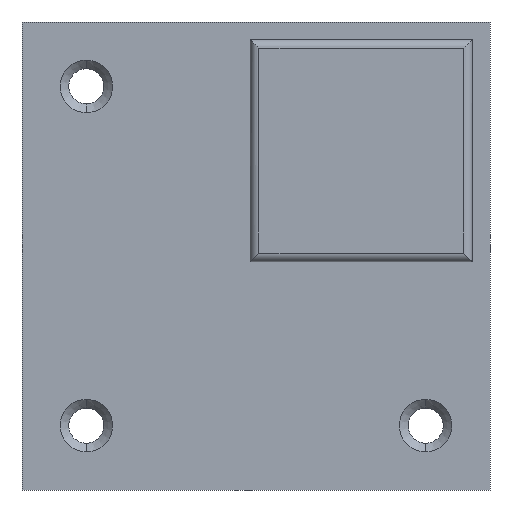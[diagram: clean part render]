
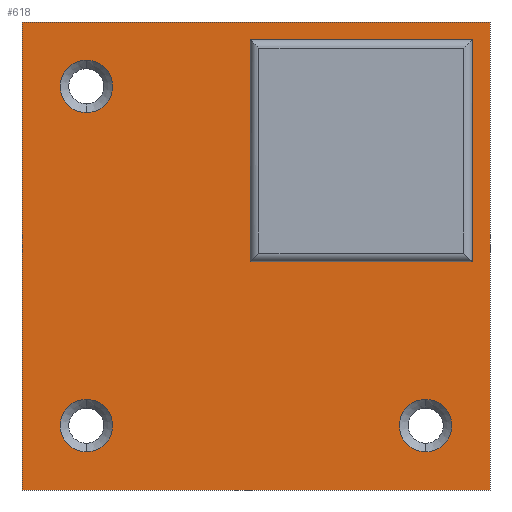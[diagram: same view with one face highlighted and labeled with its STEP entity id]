
A CAD part, front view. The second image highlights one B-rep face of the part: STEP entity #618.
In plain terms, the highlighted planar face has unit normal (0, -1, 0).
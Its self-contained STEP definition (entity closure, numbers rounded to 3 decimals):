
#13 = ORIENTED_EDGE ( 'NONE', *, *, #555, .T. ) ;
#15 = DIRECTION ( 'NONE',  ( -1., 0., 0. ) ) ;
#17 = ORIENTED_EDGE ( 'NONE', *, *, #352, .F. ) ;
#22 = VECTOR ( 'NONE', #220, 1000. ) ;
#25 = ORIENTED_EDGE ( 'NONE', *, *, #170, .T. ) ;
#35 = CARTESIAN_POINT ( 'NONE',  ( -29., -8., -29. ) ) ;
#43 = EDGE_CURVE ( 'NONE', #702, #596, #683, .T. ) ;
#46 = CARTESIAN_POINT ( 'NONE',  ( 37., -8., 37. ) ) ;
#54 = VERTEX_POINT ( 'NONE', #145 ) ;
#60 = VECTOR ( 'NONE', #438, 1000. ) ;
#61 = VERTEX_POINT ( 'NONE', #453 ) ;
#81 = FACE_OUTER_BOUND ( 'NONE', #284, .T. ) ;
#93 = DIRECTION ( 'NONE',  ( 0., 0., 1. ) ) ;
#94 = EDGE_CURVE ( 'NONE', #252, #95, #612, .T. ) ;
#95 = VERTEX_POINT ( 'NONE', #137 ) ;
#105 = LINE ( 'NONE', #714, #190 ) ;
#108 = EDGE_CURVE ( 'NONE', #179, #567, #696, .T. ) ;
#117 = CARTESIAN_POINT ( 'NONE',  ( 37., -8., -1. ) ) ;
#121 = CARTESIAN_POINT ( 'NONE',  ( 37., -8., 37. ) ) ;
#137 = CARTESIAN_POINT ( 'NONE',  ( 40., -8., 40. ) ) ;
#141 = ORIENTED_EDGE ( 'NONE', *, *, #566, .F. ) ;
#145 = CARTESIAN_POINT ( 'NONE',  ( -1., -8., -1. ) ) ;
#160 = CARTESIAN_POINT ( 'NONE',  ( -40., -8., -40. ) ) ;
#170 = EDGE_CURVE ( 'NONE', #567, #179, #787, .T. ) ;
#175 = VECTOR ( 'NONE', #718, 1000. ) ;
#179 = VERTEX_POINT ( 'NONE', #317 ) ;
#182 = CARTESIAN_POINT ( 'NONE',  ( -1., -8., 37. ) ) ;
#185 = AXIS2_PLACEMENT_3D ( 'NONE', #902, #834, #532 ) ;
#190 = VECTOR ( 'NONE', #261, 1000. ) ;
#192 = ORIENTED_EDGE ( 'NONE', *, *, #108, .T. ) ;
#212 = EDGE_CURVE ( 'NONE', #925, #768, #570, .T. ) ;
#220 = DIRECTION ( 'NONE',  ( 1., 0., 0. ) ) ;
#221 = DIRECTION ( 'NONE',  ( 0., 0., 1. ) ) ;
#227 = FACE_BOUND ( 'NONE', #308, .T. ) ;
#232 = CARTESIAN_POINT ( 'NONE',  ( 40., -8., -40. ) ) ;
#237 = ORIENTED_EDGE ( 'NONE', *, *, #469, .F. ) ;
#252 = VERTEX_POINT ( 'NONE', #323 ) ;
#253 = CARTESIAN_POINT ( 'NONE',  ( -29., -8., 33.5 ) ) ;
#255 = DIRECTION ( 'NONE',  ( 0., 1., 0. ) ) ;
#261 = DIRECTION ( 'NONE',  ( 1., 0., 0. ) ) ;
#274 = ORIENTED_EDGE ( 'NONE', *, *, #916, .F. ) ;
#277 = AXIS2_PLACEMENT_3D ( 'NONE', #654, #721, #499 ) ;
#278 = LINE ( 'NONE', #584, #175 ) ;
#283 = DIRECTION ( 'NONE',  ( 0., 1., 0. ) ) ;
#284 = EDGE_LOOP ( 'NONE', ( #708, #535, #274, #681 ) ) ;
#294 = DIRECTION ( 'NONE',  ( 0., 0., 1. ) ) ;
#299 = CARTESIAN_POINT ( 'NONE',  ( -29., -8., 24.5 ) ) ;
#308 = EDGE_LOOP ( 'NONE', ( #928, #715 ) ) ;
#310 = EDGE_CURVE ( 'NONE', #428, #54, #933, .T. ) ;
#317 = CARTESIAN_POINT ( 'NONE',  ( -29., -8., -24.5 ) ) ;
#323 = CARTESIAN_POINT ( 'NONE',  ( -40., -8., 40. ) ) ;
#352 = EDGE_CURVE ( 'NONE', #54, #835, #105, .T. ) ;
#357 = LINE ( 'NONE', #121, #60 ) ;
#369 = DIRECTION ( 'NONE',  ( 0., 0., 1. ) ) ;
#380 = CIRCLE ( 'NONE', #875, 4.5 ) ;
#402 = CARTESIAN_POINT ( 'NONE',  ( -29., -8., 29. ) ) ;
#428 = VERTEX_POINT ( 'NONE', #580 ) ;
#438 = DIRECTION ( 'NONE',  ( -1., 0., 0. ) ) ;
#453 = CARTESIAN_POINT ( 'NONE',  ( 29., -8., -33.5 ) ) ;
#455 = CIRCLE ( 'NONE', #277, 4.5 ) ;
#458 = FACE_BOUND ( 'NONE', #699, .T. ) ;
#469 = EDGE_CURVE ( 'NONE', #835, #855, #278, .T. ) ;
#476 = AXIS2_PLACEMENT_3D ( 'NONE', #402, #553, #93 ) ;
#482 = AXIS2_PLACEMENT_3D ( 'NONE', #905, #283, #221 ) ;
#493 = ORIENTED_EDGE ( 'NONE', *, *, #310, .F. ) ;
#499 = DIRECTION ( 'NONE',  ( 0., 0., 1. ) ) ;
#505 = DIRECTION ( 'NONE',  ( 0., 1., 0. ) ) ;
#511 = CARTESIAN_POINT ( 'NONE',  ( 29., -8., -24.5 ) ) ;
#521 = EDGE_CURVE ( 'NONE', #61, #590, #380, .T. ) ;
#532 = DIRECTION ( 'NONE',  ( 0., 0., 1. ) ) ;
#535 = ORIENTED_EDGE ( 'NONE', *, *, #94, .F. ) ;
#539 = CARTESIAN_POINT ( 'NONE',  ( 40., -8., -40. ) ) ;
#541 = VECTOR ( 'NONE', #15, 1000. ) ;
#553 = DIRECTION ( 'NONE',  ( 0., 1., 0. ) ) ;
#555 = EDGE_CURVE ( 'NONE', #768, #925, #455, .T. ) ;
#566 = EDGE_CURVE ( 'NONE', #855, #428, #357, .T. ) ;
#567 = VERTEX_POINT ( 'NONE', #659 ) ;
#570 = CIRCLE ( 'NONE', #476, 4.5 ) ;
#572 = CARTESIAN_POINT ( 'NONE',  ( -40., -8., -40. ) ) ;
#576 = VECTOR ( 'NONE', #294, 1000. ) ;
#580 = CARTESIAN_POINT ( 'NONE',  ( -1., -8., 37. ) ) ;
#584 = CARTESIAN_POINT ( 'NONE',  ( 37., -8., 37. ) ) ;
#587 = VECTOR ( 'NONE', #779, 1000. ) ;
#590 = VERTEX_POINT ( 'NONE', #511 ) ;
#596 = VERTEX_POINT ( 'NONE', #810 ) ;
#598 = FACE_BOUND ( 'NONE', #676, .T. ) ;
#612 = LINE ( 'NONE', #677, #22 ) ;
#617 = CARTESIAN_POINT ( 'NONE',  ( -29., -8., -29. ) ) ;
#618 = ADVANCED_FACE ( 'NONE', ( #227, #598, #821, #81, #458 ), #752, .F. ) ;
#619 = ORIENTED_EDGE ( 'NONE', *, *, #212, .T. ) ;
#654 = CARTESIAN_POINT ( 'NONE',  ( -29., -8., 29. ) ) ;
#659 = CARTESIAN_POINT ( 'NONE',  ( -29., -8., -33.5 ) ) ;
#676 = EDGE_LOOP ( 'NONE', ( #25, #192 ) ) ;
#677 = CARTESIAN_POINT ( 'NONE',  ( -40., -8., 40. ) ) ;
#681 = ORIENTED_EDGE ( 'NONE', *, *, #43, .F. ) ;
#682 = AXIS2_PLACEMENT_3D ( 'NONE', #617, #917, #369 ) ;
#683 = LINE ( 'NONE', #160, #541 ) ;
#684 = DIRECTION ( 'NONE',  ( 0., 0., -1. ) ) ;
#696 = CIRCLE ( 'NONE', #682, 4.5 ) ;
#699 = EDGE_LOOP ( 'NONE', ( #237, #17, #493, #141 ) ) ;
#702 = VERTEX_POINT ( 'NONE', #539 ) ;
#708 = ORIENTED_EDGE ( 'NONE', *, *, #965, .F. ) ;
#714 = CARTESIAN_POINT ( 'NONE',  ( 37., -8., -1. ) ) ;
#715 = ORIENTED_EDGE ( 'NONE', *, *, #880, .T. ) ;
#718 = DIRECTION ( 'NONE',  ( 0., 0., 1. ) ) ;
#721 = DIRECTION ( 'NONE',  ( 0., 1., 0. ) ) ;
#752 = PLANE ( 'NONE',  #185 ) ;
#762 = LINE ( 'NONE', #232, #791 ) ;
#768 = VERTEX_POINT ( 'NONE', #253 ) ;
#779 = DIRECTION ( 'NONE',  ( 0., 0., -1. ) ) ;
#787 = CIRCLE ( 'NONE', #859, 4.5 ) ;
#791 = VECTOR ( 'NONE', #684, 1000. ) ;
#810 = CARTESIAN_POINT ( 'NONE',  ( -40., -8., -40. ) ) ;
#818 = LINE ( 'NONE', #572, #576 ) ;
#821 = FACE_BOUND ( 'NONE', #947, .T. ) ;
#826 = CIRCLE ( 'NONE', #482, 4.5 ) ;
#834 = DIRECTION ( 'NONE',  ( 0., 1., 0. ) ) ;
#835 = VERTEX_POINT ( 'NONE', #117 ) ;
#855 = VERTEX_POINT ( 'NONE', #46 ) ;
#858 = DIRECTION ( 'NONE',  ( 0., 0., 1. ) ) ;
#859 = AXIS2_PLACEMENT_3D ( 'NONE', #35, #255, #858 ) ;
#875 = AXIS2_PLACEMENT_3D ( 'NONE', #892, #505, #969 ) ;
#880 = EDGE_CURVE ( 'NONE', #590, #61, #826, .T. ) ;
#892 = CARTESIAN_POINT ( 'NONE',  ( 29., -8., -29. ) ) ;
#902 = CARTESIAN_POINT ( 'NONE',  ( 0., -8., 0. ) ) ;
#905 = CARTESIAN_POINT ( 'NONE',  ( 29., -8., -29. ) ) ;
#916 = EDGE_CURVE ( 'NONE', #596, #252, #818, .T. ) ;
#917 = DIRECTION ( 'NONE',  ( 0., 1., 0. ) ) ;
#925 = VERTEX_POINT ( 'NONE', #299 ) ;
#928 = ORIENTED_EDGE ( 'NONE', *, *, #521, .T. ) ;
#933 = LINE ( 'NONE', #182, #587 ) ;
#947 = EDGE_LOOP ( 'NONE', ( #619, #13 ) ) ;
#965 = EDGE_CURVE ( 'NONE', #95, #702, #762, .T. ) ;
#969 = DIRECTION ( 'NONE',  ( 0., 0., 1. ) ) ;
